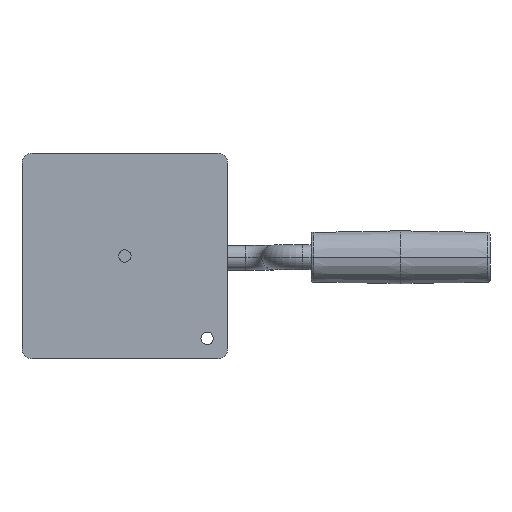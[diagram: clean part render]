
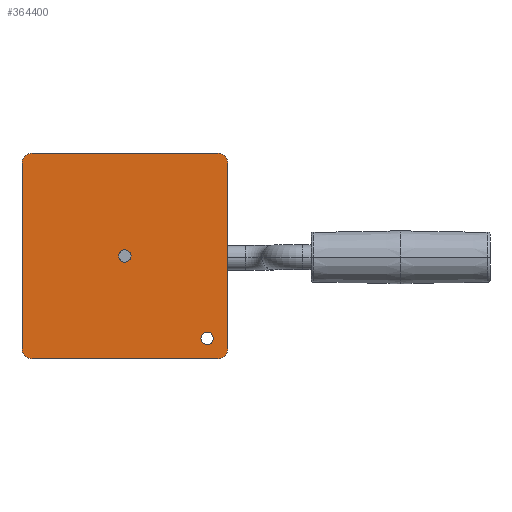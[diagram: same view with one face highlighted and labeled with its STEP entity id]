
A CAD part, top view. The second image highlights one B-rep face of the part: STEP entity #364400.
In plain terms, the highlighted planar face has unit normal (0, 0, 1).
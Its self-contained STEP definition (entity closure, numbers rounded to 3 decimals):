
#363220=CARTESIAN_POINT('',(24.5,27.5,5.));
#363230=VERTEX_POINT('',#363220);
#363310=CARTESIAN_POINT('',(30.5,27.5,5.));
#363320=VERTEX_POINT('',#363310);
#363350=CARTESIAN_POINT('',(27.5,27.5,5.));
#363360=DIRECTION('',(0.,0.,-1.));
#363370=DIRECTION('',(-1.,0.,0.));
#363380=AXIS2_PLACEMENT_3D('',#363350,#363360,#363370);
#363390=CIRCLE('',#363380,3.);
#363400=EDGE_CURVE('',#363320,#363230,#363390,.T.);
#363450=CARTESIAN_POINT('',(52.576,1.481,5.));
#363460=DIRECTION('',(0.,0.,1.));
#363470=DIRECTION('',(1.,0.,0.));
#363480=AXIS2_PLACEMENT_3D('',#363450,#363460,#363470);
#363490=PLANE('',#363480);
#363500=CARTESIAN_POINT('',(72.5,-17.5,5.));
#363510=DIRECTION('',(0.,0.,1.));
#363520=DIRECTION('',(1.,0.,0.));
#363530=AXIS2_PLACEMENT_3D('',#363500,#363510,#363520);
#363540=CIRCLE('',#363530,5.);
#363550=CARTESIAN_POINT('',(72.5,-22.5,5.));
#363560=VERTEX_POINT('',#363550);
#363570=CARTESIAN_POINT('',(77.5,-17.5,5.));
#363580=VERTEX_POINT('',#363570);
#363590=EDGE_CURVE('',#363560,#363580,#363540,.T.);
#363600=ORIENTED_EDGE('',*,*,#363590,.T.);
#363610=CARTESIAN_POINT('',(-22.5,-22.5,5.));
#363620=DIRECTION('',(1.,0.,0.));
#363630=VECTOR('',#363620,1.);
#363640=LINE('',#363610,#363630);
#363650=CARTESIAN_POINT('',(-17.5,-22.5,5.));
#363660=VERTEX_POINT('',#363650);
#363670=EDGE_CURVE('',#363660,#363560,#363640,.T.);
#363680=ORIENTED_EDGE('',*,*,#363670,.T.);
#363690=CARTESIAN_POINT('',(-17.5,-17.5,5.));
#363700=DIRECTION('',(0.,0.,1.));
#363710=DIRECTION('',(1.,0.,0.));
#363720=AXIS2_PLACEMENT_3D('',#363690,#363700,#363710);
#363730=CIRCLE('',#363720,5.);
#363740=CARTESIAN_POINT('',(-22.5,-17.5,5.));
#363750=VERTEX_POINT('',#363740);
#363760=EDGE_CURVE('',#363750,#363660,#363730,.T.);
#363770=ORIENTED_EDGE('',*,*,#363760,.T.);
#363780=CARTESIAN_POINT('',(-22.5,77.5,5.));
#363790=DIRECTION('',(0.,-1.,0.));
#363800=VECTOR('',#363790,1.);
#363810=LINE('',#363780,#363800);
#363820=CARTESIAN_POINT('',(-22.5,72.5,5.));
#363830=VERTEX_POINT('',#363820);
#363840=EDGE_CURVE('',#363830,#363750,#363810,.T.);
#363850=ORIENTED_EDGE('',*,*,#363840,.T.);
#363860=CARTESIAN_POINT('',(-17.5,72.5,5.));
#363870=DIRECTION('',(0.,0.,1.));
#363880=DIRECTION('',(1.,0.,0.));
#363890=AXIS2_PLACEMENT_3D('',#363860,#363870,#363880);
#363900=CIRCLE('',#363890,5.);
#363910=CARTESIAN_POINT('',(-17.5,77.5,5.));
#363920=VERTEX_POINT('',#363910);
#363930=EDGE_CURVE('',#363920,#363830,#363900,.T.);
#363940=ORIENTED_EDGE('',*,*,#363930,.T.);
#363950=CARTESIAN_POINT('',(77.5,77.5,5.));
#363960=DIRECTION('',(-1.,0.,0.));
#363970=VECTOR('',#363960,1.);
#363980=LINE('',#363950,#363970);
#363990=CARTESIAN_POINT('',(72.5,77.5,5.));
#364000=VERTEX_POINT('',#363990);
#364010=EDGE_CURVE('',#364000,#363920,#363980,.T.);
#364020=ORIENTED_EDGE('',*,*,#364010,.T.);
#364030=CARTESIAN_POINT('',(72.5,72.5,5.));
#364040=DIRECTION('',(0.,0.,1.));
#364050=DIRECTION('',(1.,0.,0.));
#364060=AXIS2_PLACEMENT_3D('',#364030,#364040,#364050);
#364070=CIRCLE('',#364060,5.);
#364080=CARTESIAN_POINT('',(77.5,72.5,5.));
#364090=VERTEX_POINT('',#364080);
#364100=EDGE_CURVE('',#364090,#364000,#364070,.T.);
#364110=ORIENTED_EDGE('',*,*,#364100,.T.);
#364120=CARTESIAN_POINT('',(77.5,-22.5,5.));
#364130=DIRECTION('',(0.,1.,0.));
#364140=VECTOR('',#364130,1.);
#364150=LINE('',#364120,#364140);
#364160=EDGE_CURVE('',#363580,#364090,#364150,.T.);
#364170=ORIENTED_EDGE('',*,*,#364160,.T.);
#364180=EDGE_LOOP('',(#364170,#364110,#364020,#363940,#363850,#363770,
#363680,#363600));
#364190=FACE_OUTER_BOUND('',#364180,.T.);
#364200=EDGE_CURVE('',#363230,#363320,#363390,.T.);
#364210=ORIENTED_EDGE('',*,*,#364200,.T.);
#364220=ORIENTED_EDGE('',*,*,#363400,.T.);
#364230=EDGE_LOOP('',(#364220,#364210));
#364240=FACE_BOUND('',#364230,.T.);
#364250=CARTESIAN_POINT('',(67.5,-12.5,5.));
#364260=DIRECTION('',(0.,0.,-1.));
#364270=DIRECTION('',(-1.,0.,0.));
#364280=AXIS2_PLACEMENT_3D('',#364250,#364260,#364270);
#364290=CIRCLE('',#364280,3.);
#364300=CARTESIAN_POINT('',(64.5,-12.5,5.));
#364310=VERTEX_POINT('',#364300);
#364320=CARTESIAN_POINT('',(70.5,-12.5,5.));
#364330=VERTEX_POINT('',#364320);
#364340=EDGE_CURVE('',#364310,#364330,#364290,.T.);
#364350=ORIENTED_EDGE('',*,*,#364340,.T.);
#364360=EDGE_CURVE('',#364330,#364310,#364290,.T.);
#364370=ORIENTED_EDGE('',*,*,#364360,.T.);
#364380=EDGE_LOOP('',(#364370,#364350));
#364390=FACE_BOUND('',#364380,.T.);
#364400=ADVANCED_FACE('',(#364190,#364240,#364390),#363490,.T.);
